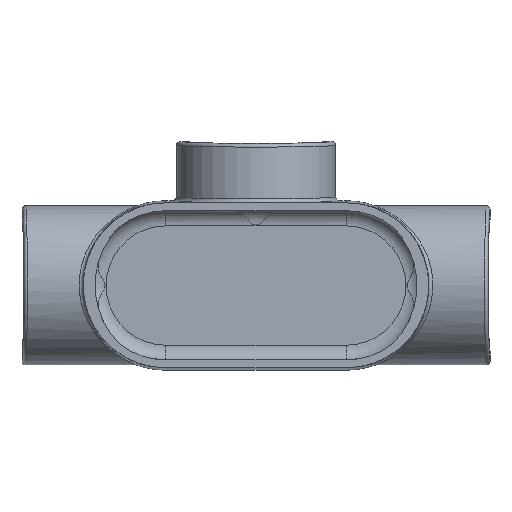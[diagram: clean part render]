
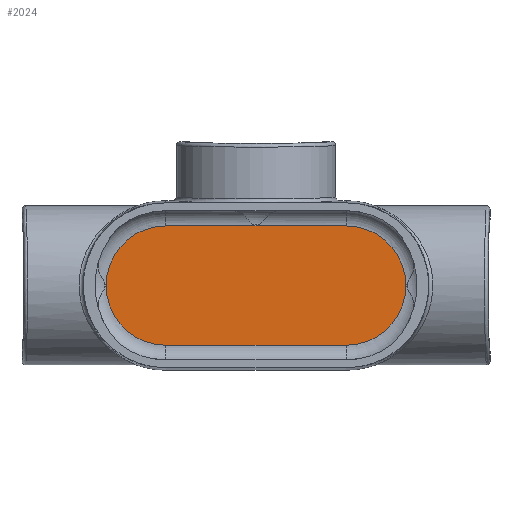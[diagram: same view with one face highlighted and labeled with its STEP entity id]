
A CAD part, top view. The second image highlights one B-rep face of the part: STEP entity #2024.
In plain terms, the highlighted planar face has unit normal (0, 0, 1).
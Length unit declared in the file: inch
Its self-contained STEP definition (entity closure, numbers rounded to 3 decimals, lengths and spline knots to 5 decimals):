
#145=CIRCLE('',#2278,1.89766);
#146=CIRCLE('',#2280,1.89766);
#152=CIRCLE('',#2297,1.89766);
#153=CIRCLE('',#2299,1.89766);
#217=PLANE('',#2306);
#280=LINE('',#9059,#360);
#281=LINE('',#9061,#361);
#285=LINE('',#9103,#365);
#360=VECTOR('',#2843,2.875);
#361=VECTOR('',#2846,2.875);
#365=VECTOR('',#2880,5.75);
#576=FACE_OUTER_BOUND('',#702,.T.);
#702=EDGE_LOOP('',(#1812,#1813,#1814,#1815,#1816,#1817,#1818));
#944=VERTEX_POINT('',#8994);
#946=VERTEX_POINT('',#9018);
#947=VERTEX_POINT('',#9022);
#949=VERTEX_POINT('',#9033);
#951=VERTEX_POINT('',#9057);
#952=VERTEX_POINT('',#9068);
#954=VERTEX_POINT('',#9092);
#1226=EDGE_CURVE('',#946,#944,#145,.F.);
#1227=EDGE_CURVE('',#944,#947,#146,.F.);
#1236=EDGE_CURVE('',#951,#949,#280,.T.);
#1237=EDGE_CURVE('',#949,#946,#281,.T.);
#1244=EDGE_CURVE('',#954,#952,#152,.F.);
#1245=EDGE_CURVE('',#952,#951,#153,.F.);
#1248=EDGE_CURVE('',#947,#954,#285,.T.);
#1812=ORIENTED_EDGE('',*,*,#1227,.F.);
#1813=ORIENTED_EDGE('',*,*,#1226,.F.);
#1814=ORIENTED_EDGE('',*,*,#1237,.F.);
#1815=ORIENTED_EDGE('',*,*,#1236,.F.);
#1816=ORIENTED_EDGE('',*,*,#1245,.F.);
#1817=ORIENTED_EDGE('',*,*,#1244,.F.);
#1818=ORIENTED_EDGE('',*,*,#1248,.F.);
#2024=ADVANCED_FACE('',(#576),#217,.T.);
#2278=AXIS2_PLACEMENT_3D('',#9020,#2818,#2819);
#2280=AXIS2_PLACEMENT_3D('',#9023,#2822,#2823);
#2297=AXIS2_PLACEMENT_3D('',#9094,#2863,#2864);
#2299=AXIS2_PLACEMENT_3D('',#9096,#2867,#2868);
#2306=AXIS2_PLACEMENT_3D('',#9106,#2884,#2885);
#2818=DIRECTION('center_axis',(0.,0.,1.));
#2819=DIRECTION('ref_axis',(1.,0.,0.));
#2822=DIRECTION('center_axis',(0.,0.,1.));
#2823=DIRECTION('ref_axis',(1.,0.,0.));
#2843=DIRECTION('',(1.,0.,0.));
#2846=DIRECTION('',(1.,0.,0.));
#2863=DIRECTION('center_axis',(0.,0.,1.));
#2864=DIRECTION('ref_axis',(1.,0.,0.));
#2867=DIRECTION('center_axis',(0.,0.,1.));
#2868=DIRECTION('ref_axis',(1.,0.,0.));
#2880=DIRECTION('',(-1.,0.,0.));
#2884=DIRECTION('center_axis',(0.,0.,1.));
#2885=DIRECTION('ref_axis',(1.,0.,0.));
#8994=CARTESIAN_POINT('',(4.77266,0.,-2.375));
#9018=CARTESIAN_POINT('',(2.875,1.89766,-2.375));
#9020=CARTESIAN_POINT('Origin',(2.875,0.,-2.375));
#9022=CARTESIAN_POINT('',(2.875,-1.89766,-2.375));
#9023=CARTESIAN_POINT('Origin',(2.875,0.,-2.375));
#9033=CARTESIAN_POINT('',(0.,1.89766,-2.375));
#9057=CARTESIAN_POINT('',(-2.875,1.89766,-2.375));
#9059=CARTESIAN_POINT('',(-2.875,1.89766,-2.375));
#9061=CARTESIAN_POINT('',(0.,1.89766,-2.375));
#9068=CARTESIAN_POINT('',(-4.77266,0.,-2.375));
#9092=CARTESIAN_POINT('',(-2.875,-1.89766,-2.375));
#9094=CARTESIAN_POINT('Origin',(-2.875,0.,-2.375));
#9096=CARTESIAN_POINT('Origin',(-2.875,0.,-2.375));
#9103=CARTESIAN_POINT('',(2.875,-1.89766,-2.375));
#9106=CARTESIAN_POINT('Origin',(2.875,0.,-2.375));
